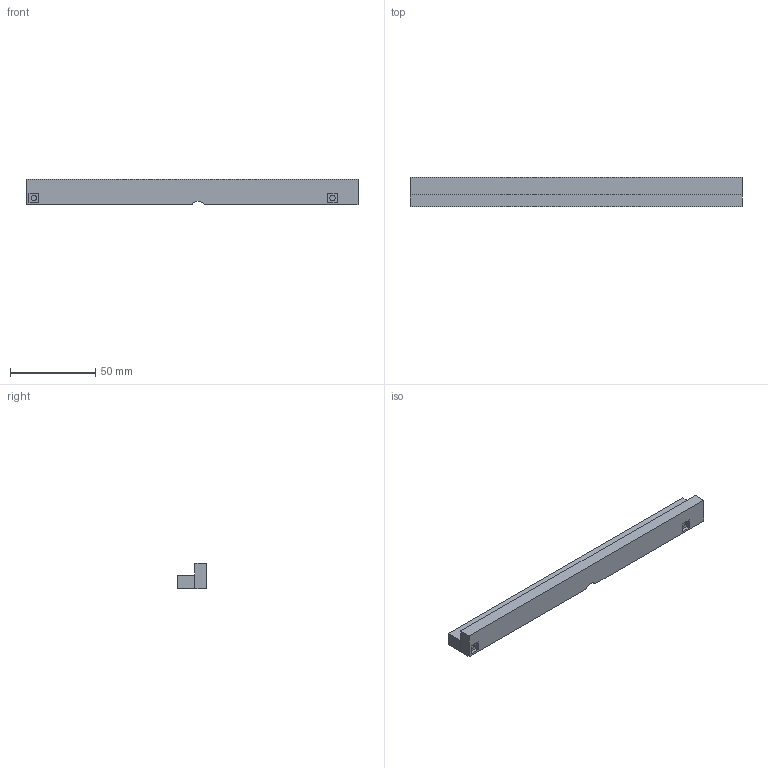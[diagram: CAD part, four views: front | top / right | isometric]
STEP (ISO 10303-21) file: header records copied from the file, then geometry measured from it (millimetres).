
FILE_DESCRIPTION(('FreeCAD Model'),'2;1');
FILE_NAME('Open CASCADE Shape Model','2022-11-04T01:24:23',(''),(''), 'Open CASCADE STEP processor 7.6','FreeCAD','Unknown');
FILE_SCHEMA(('AUTOMOTIVE_DESIGN { 1 0 10303 214 1 1 1 1 }'));
Length unit declared in the file: millimetre
Products named in the file (2): printMonBotLong; Body042
Assembly tree (1 placements, depth 2):
  printMonBotLong
    Body042
Bounding box: 194.93 x 17.3 x 15 mm (x, y, z)
Volume: 35976.2 mm3; surface area: 13372.9 mm2
Topology: 1 solids, 1 shells, 33 faces, 69 edges, 44 vertices
Faces by surface type: plane 27, cylinder 6
Full cylindrical faces by diameter (mm): 3.25 x4
Entity records: 1821 total; most frequent: CARTESIAN_POINT 322, DIRECTION 282, LINE 186, VECTOR 186, ORIENTED_EDGE 138, PCURVE 138, DEFINITIONAL_REPRESENTATION 138, EDGE_CURVE 69
